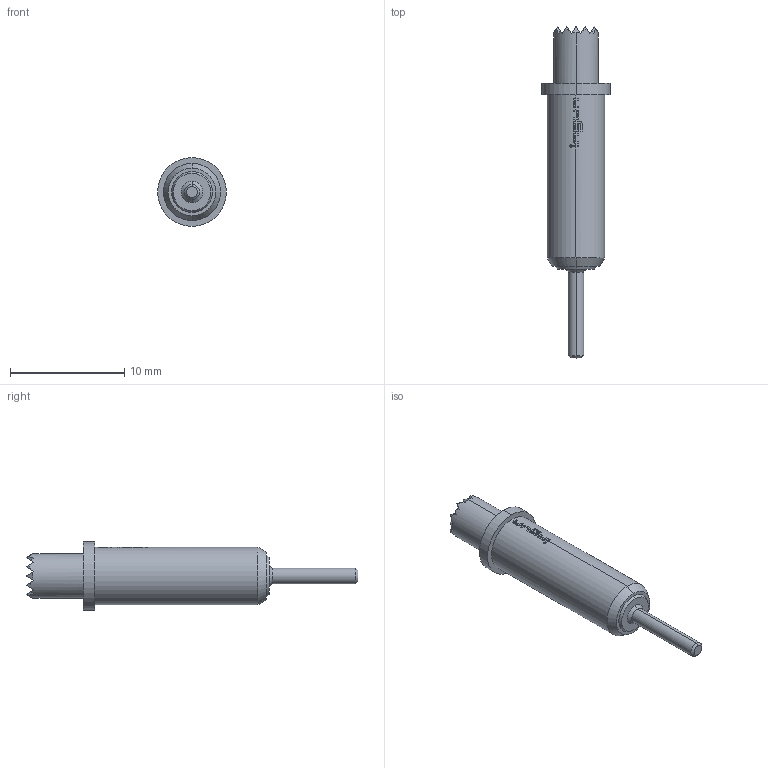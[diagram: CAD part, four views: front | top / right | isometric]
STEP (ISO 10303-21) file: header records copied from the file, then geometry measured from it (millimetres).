
FILE_DESCRIPTION (( 'STEP AP203' ), '1' );
FILE_NAME ('INGUN_GKS-364_206_400_N_xx01.STEP', '2022-01-31T08:02:06', ( 'ochi' ), ( '' ), 'SwSTEP 2.0', 'SolidWorks 2018', '' );
FILE_SCHEMA (( 'CONFIG_CONTROL_DESIGN' ));
Length unit declared in the file: millimetre
Products named in the file (1): INGUN_GKS-364_206_400_N_xx01
Bounding box: 6 x 29 x 6 mm (x, y, z)
Volume: 388.1 mm3; surface area: 406.2 mm2
Topology: 1 solids, 1 shells, 194 faces, 454 edges, 267 vertices
Faces by surface type: plane 123, bspline 36, cylinder 27, cone 8
Entity records: 6444 total; most frequent: CARTESIAN_POINT 2667, ORIENTED_EDGE 908, DIRECTION 528, EDGE_CURVE 454, VERTEX_POINT 267, B_SPLINE_CURVE_WITH_KNOTS 222, EDGE_LOOP 199, FACE_OUTER_BOUND 194
